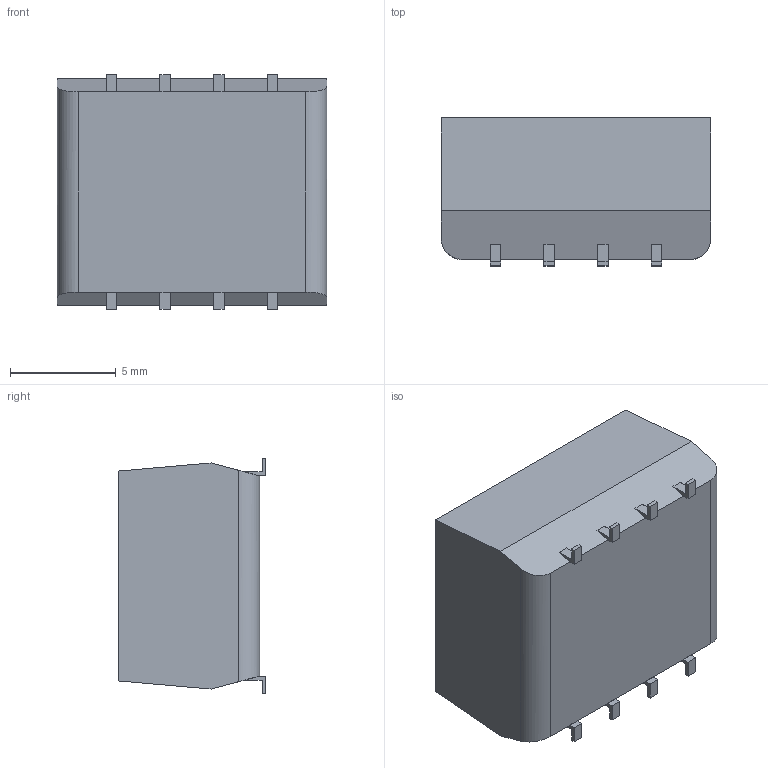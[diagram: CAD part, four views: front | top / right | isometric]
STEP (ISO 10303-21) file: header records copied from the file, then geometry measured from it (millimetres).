
FILE_DESCRIPTION (( 'STEP AP214' ), '1' );
FILE_NAME ('R1SE-0505-R.STEP', '2018-11-10T16:21:11', ( '' ), ( '' ), 'SwSTEP 2.0', 'SolidWorks 2017', '' );
FILE_SCHEMA (( 'AUTOMOTIVE_DESIGN' ));
Length unit declared in the file: millimetre
Products named in the file (1): R1SE-0505-R
Bounding box: 12.75 x 7 x 11.1 mm (x, y, z)
Volume: 871.2 mm3; surface area: 568.2 mm2
Topology: 10 solids, 10 shells, 81 faces, 180 edges, 120 vertices
Faces by surface type: plane 75, cylinder 6
Entity records: 2317 total; most frequent: CARTESIAN_POINT 394, ORIENTED_EDGE 360, DIRECTION 348, EDGE_CURVE 180, VECTOR 168, LINE 168, VERTEX_POINT 120, AXIS2_PLACEMENT_3D 90
